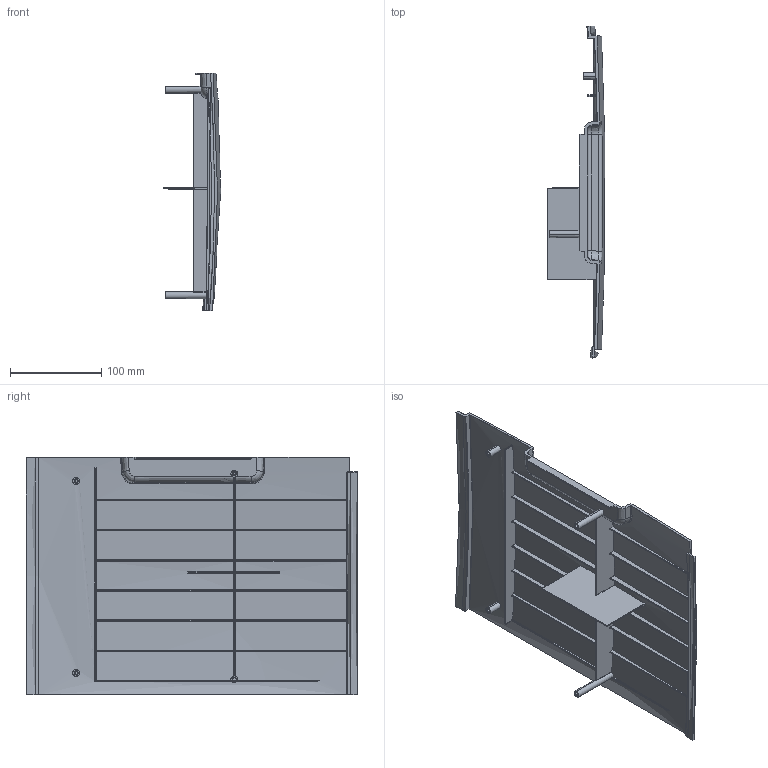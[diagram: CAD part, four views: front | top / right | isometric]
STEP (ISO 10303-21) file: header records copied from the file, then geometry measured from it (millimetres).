
FILE_DESCRIPTION (( 'STEP AP214' ), '1' );
FILE_NAME ('1844_007_rev_04.STEP', '2014-09-17T17:11:55', ( '' ), ( '' ), 'SwSTEP 2.0', 'SolidWorks 2013', '' );
FILE_SCHEMA (( 'AUTOMOTIVE_DESIGN' ));
Length unit declared in the file: millimetre
Products named in the file (1): 1844_007_rev_04
Bounding box: 62.6 x 362.75 x 260.26 mm (x, y, z)
Volume: 340844.4 mm3; surface area: 252511.6 mm2
Topology: 1 solids, 1 shells, 436 faces, 1087 edges, 656 vertices
Faces by surface type: bspline 228, cylinder 107, plane 67, torus 26, cone 8
Entity records: 19389 total; most frequent: CARTESIAN_POINT 11154, ORIENTED_EDGE 2168, DIRECTION 1089, EDGE_CURVE 1084, VERTEX_POINT 656, B_SPLINE_CURVE_WITH_KNOTS 550, EDGE_LOOP 442, AXIS2_PLACEMENT_3D 440
